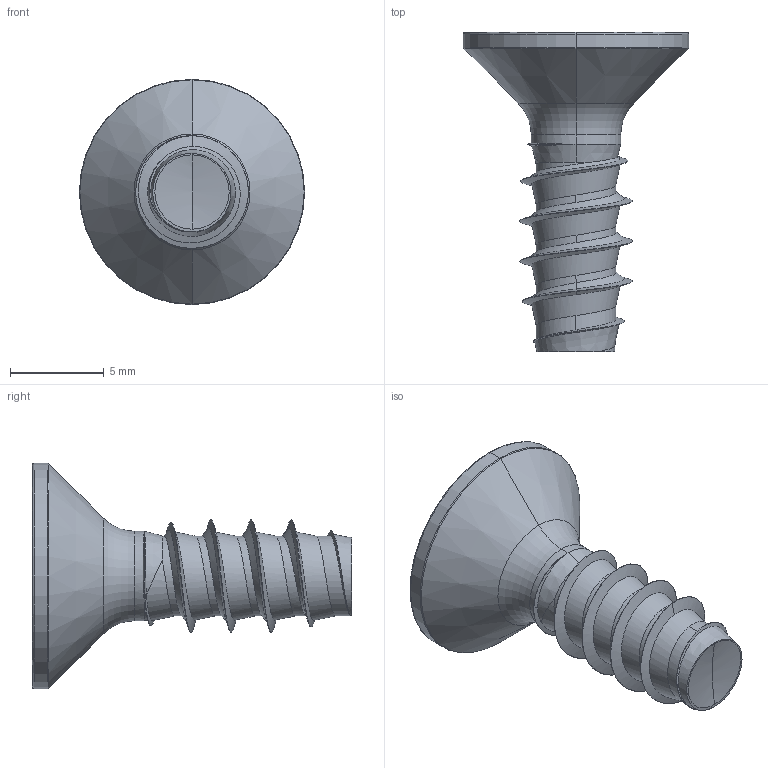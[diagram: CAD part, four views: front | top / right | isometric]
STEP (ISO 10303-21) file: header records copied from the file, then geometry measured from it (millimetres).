
FILE_DESCRIPTION (( 'STEP AP203' ), '1' );
FILE_NAME ('STP330600170.STEP', '2019-05-16T00:55:51', ( '' ), ( '' ), 'SwSTEP 2.0', 'SolidWorks 2015', '' );
FILE_SCHEMA (( 'CONFIG_CONTROL_DESIGN' ));
Length unit declared in the file: millimetre
Products named in the file (2): STP330600170
Bounding box: 12 x 17 x 12 mm (x, y, z)
Volume: 491.2 mm3; surface area: 590.4 mm2
Topology: 1 solids, 1 shells, 171 faces, 381 edges, 212 vertices
Faces by surface type: cylinder 56, bspline 51, sphere 26, plane 22, cone 10, torus 6
Entity records: 17224 total; most frequent: CARTESIAN_POINT 13714, ORIENTED_EDGE 758, DIRECTION 634, EDGE_CURVE 379, AXIS2_PLACEMENT_3D 262, VERTEX_POINT 212, EDGE_LOOP 173, FACE_OUTER_BOUND 171
